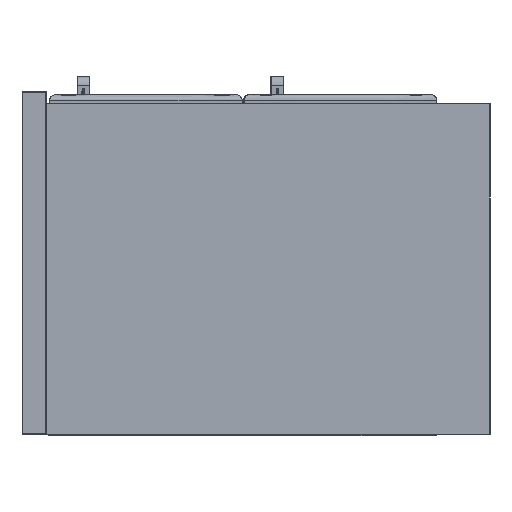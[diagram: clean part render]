
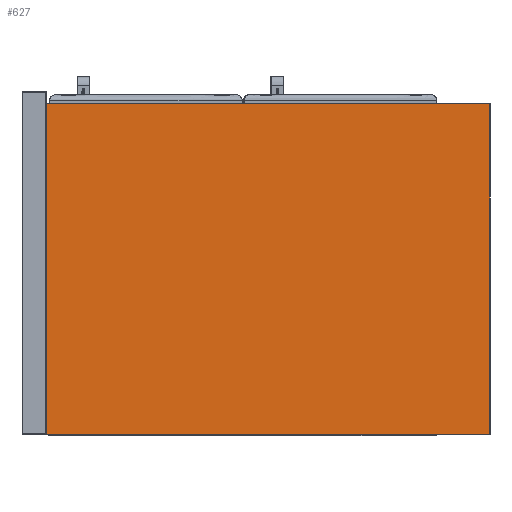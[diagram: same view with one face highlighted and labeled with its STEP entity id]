
A CAD part, left-side view. The second image highlights one B-rep face of the part: STEP entity #627.
In plain terms, the highlighted free-form (B-spline) face has degree [1, 1] with [2, 2] control points.
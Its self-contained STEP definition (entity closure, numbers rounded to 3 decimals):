
#529 = VERTEX_POINT('',#530);
#530 = CARTESIAN_POINT('',(-767.308,-28.136,
    284.407));
#535 = EDGE_CURVE('',#536,#529,#538,.T.);
#536 = VERTEX_POINT('',#537);
#537 = CARTESIAN_POINT('',(-767.308,-821.193,
    284.407));
#538 = B_SPLINE_CURVE_WITH_KNOTS('',1,(#539,#540),.UNSPECIFIED.,.F.,.F.,
  (2,2),(-725.,0.),.PIECEWISE_BEZIER_KNOTS.);
#539 = CARTESIAN_POINT('',(-767.308,-821.193,
    284.407));
#540 = CARTESIAN_POINT('',(-767.308,-28.136,
    284.407));
#563 = VERTEX_POINT('',#564);
#564 = CARTESIAN_POINT('',(-767.308,-28.136,
    -306.284));
#569 = EDGE_CURVE('',#529,#563,#570,.T.);
#570 = B_SPLINE_CURVE_WITH_KNOTS('',1,(#571,#572),.UNSPECIFIED.,.F.,.F.,
  (2,2),(-540.,-0.),.PIECEWISE_BEZIER_KNOTS.);
#571 = CARTESIAN_POINT('',(-767.308,-28.136,
    284.407));
#572 = CARTESIAN_POINT('',(-767.308,-28.136,
    -306.284));
#591 = VERTEX_POINT('',#592);
#592 = CARTESIAN_POINT('',(-767.308,-821.193,
    -306.284));
#597 = EDGE_CURVE('',#563,#591,#598,.T.);
#598 = B_SPLINE_CURVE_WITH_KNOTS('',1,(#599,#600),.UNSPECIFIED.,.F.,.F.,
  (2,2),(0.,725.),.PIECEWISE_BEZIER_KNOTS.);
#599 = CARTESIAN_POINT('',(-767.308,-28.136,
    -306.284));
#600 = CARTESIAN_POINT('',(-767.308,-821.193,
    -306.284));
#617 = EDGE_CURVE('',#591,#536,#618,.T.);
#618 = B_SPLINE_CURVE_WITH_KNOTS('',1,(#619,#620),.UNSPECIFIED.,.F.,.F.,
  (2,2),(0.,540.),.PIECEWISE_BEZIER_KNOTS.);
#619 = CARTESIAN_POINT('',(-767.308,-821.193,
    -306.284));
#620 = CARTESIAN_POINT('',(-767.308,-821.193,
    284.407));
#627 = ADVANCED_FACE('',(#628),#634,.T.);
#628 = FACE_BOUND('',#629,.T.);
#629 = EDGE_LOOP('',(#630,#631,#632,#633));
#630 = ORIENTED_EDGE('',*,*,#535,.T.);
#631 = ORIENTED_EDGE('',*,*,#569,.T.);
#632 = ORIENTED_EDGE('',*,*,#597,.T.);
#633 = ORIENTED_EDGE('',*,*,#617,.T.);
#634 = B_SPLINE_SURFACE_WITH_KNOTS('',1,1,(
    (#635,#636)
    ,(#637,#638
    )),.UNSPECIFIED.,.F.,.F.,.F.,(2,2),(2,2),(-270.,270.),(-362.5,362.5)
  ,.PIECEWISE_BEZIER_KNOTS.);
#635 = CARTESIAN_POINT('',(-767.308,-821.193,
    -306.284));
#636 = CARTESIAN_POINT('',(-767.308,-28.136,
    -306.284));
#637 = CARTESIAN_POINT('',(-767.308,-821.193,
    284.407));
#638 = CARTESIAN_POINT('',(-767.308,-28.136,
    284.407));
